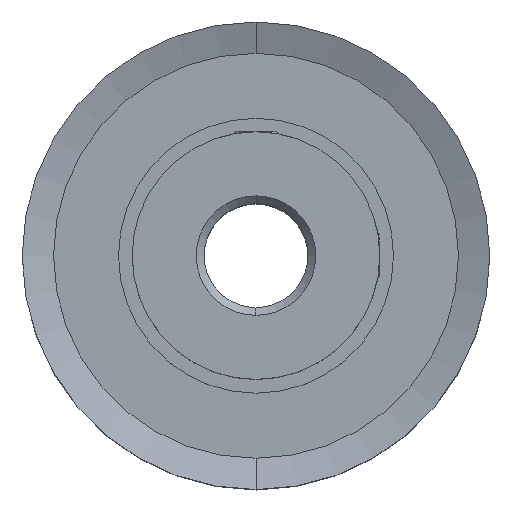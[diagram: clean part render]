
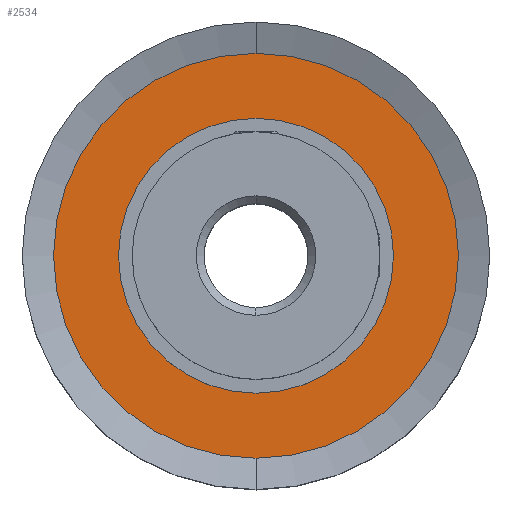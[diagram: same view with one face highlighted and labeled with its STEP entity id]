
A CAD part, top view. The second image highlights one B-rep face of the part: STEP entity #2534.
In plain terms, the highlighted planar face has unit normal (0, 0, 1).
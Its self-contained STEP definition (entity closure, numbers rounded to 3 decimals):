
#440=CARTESIAN_POINT('',(0.,0.,-0.634));
#441=DIRECTION('',(0.,0.,-1.));
#442=DIRECTION('',(1.,0.,0.));
#443=AXIS2_PLACEMENT_3D('',#440,#441,#442);
#449=CARTESIAN_POINT('',(0.,0.,-0.634));
#450=DIRECTION('',(0.,0.,1.));
#451=DIRECTION('',(0.,1.,0.));
#452=AXIS2_PLACEMENT_3D('',#449,#450,#451);
#454=CARTESIAN_POINT('',(0.,0.,-0.634));
#455=DIRECTION('',(0.,0.,-1.));
#456=DIRECTION('',(0.,1.,0.));
#457=AXIS2_PLACEMENT_3D('',#454,#455,#456);
#1569=CARTESIAN_POINT('',(0.,0.,-0.634));
#1570=DIRECTION('',(0.,0.,-1.));
#1571=DIRECTION('',(-1.,0.,0.));
#1572=AXIS2_PLACEMENT_3D('',#1569,#1570,#1571);
#2037=CARTESIAN_POINT('',(0.,11.691,-0.634));
#2038=VERTEX_POINT('',#2037);
#2045=CARTESIAN_POINT('',(0.,-11.691,-0.634));
#2046=VERTEX_POINT('',#2045);
#2107=CARTESIAN_POINT('',(7.938,0.,-0.634));
#2108=CARTESIAN_POINT('',(-7.938,0.,-0.634));
#2109=VERTEX_POINT('',#2107);
#2110=VERTEX_POINT('',#2108);
#2518=CARTESIAN_POINT('',(0.,0.,-0.634));
#2519=DIRECTION('',(0.,0.,-1.));
#2520=DIRECTION('',(0.,-1.,0.));
#2521=AXIS2_PLACEMENT_3D('',#2518,#2519,#2520);
#2522=PLANE('',#2521);
#2524=ORIENTED_EDGE('',*,*,#2523,.F.);
#2526=ORIENTED_EDGE('',*,*,#2525,.T.);
#2527=EDGE_LOOP('',(#2524,#2526));
#2528=FACE_OUTER_BOUND('',#2527,.F.);
#2529=ORIENTED_EDGE('',*,*,#2508,.F.);
#2531=ORIENTED_EDGE('',*,*,#2530,.F.);
#2532=EDGE_LOOP('',(#2529,#2531));
#2533=FACE_BOUND('',#2532,.F.);
#2534=ADVANCED_FACE('',(#2528,#2533),#2522,.F.);
#444=CIRCLE('',#443,7.938);
#453=CIRCLE('',#452,11.691);
#458=CIRCLE('',#457,11.691);
#1573=CIRCLE('',#1572,7.938);
#2508=EDGE_CURVE('',#2109,#2110,#444,.T.);
#2523=EDGE_CURVE('',#2038,#2046,#453,.T.);
#2525=EDGE_CURVE('',#2038,#2046,#458,.T.);
#2530=EDGE_CURVE('',#2110,#2109,#1573,.T.);
